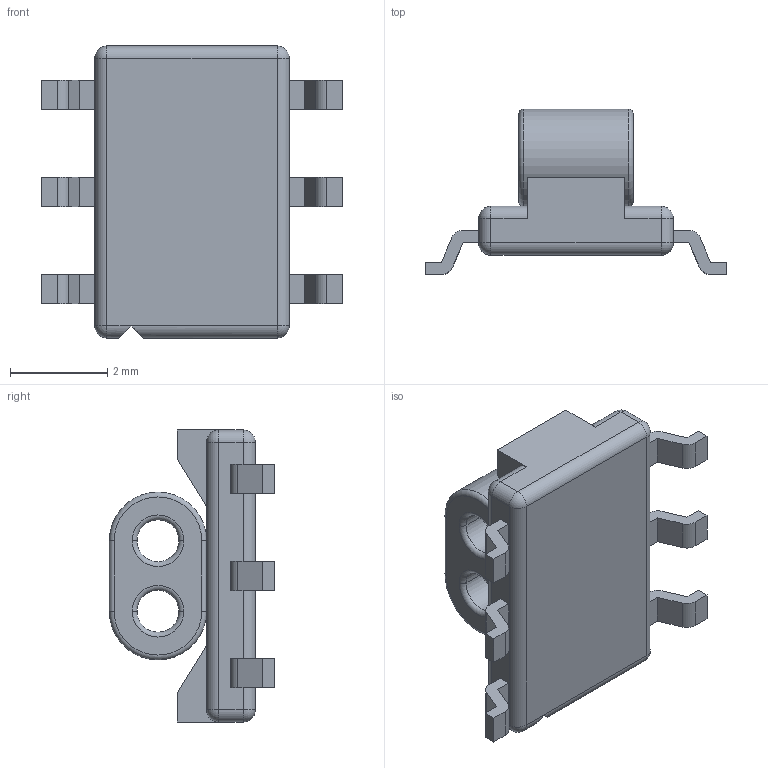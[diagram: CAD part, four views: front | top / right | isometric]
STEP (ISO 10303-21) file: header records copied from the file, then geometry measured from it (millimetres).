
FILE_DESCRIPTION (( 'STEP AP214' ), '1' );
FILE_NAME ('750510660_6A.STEP', '2021-07-06T20:24:38', ( '' ), ( '' ), 'SwSTEP 2.0', 'SolidWorks 2017', '' );
FILE_SCHEMA (( 'AUTOMOTIVE_DESIGN' ));
Length unit declared in the file: millimetre
Products named in the file (3): 250-0600_6A; 750510660_6A; 150-1108_6A
Assembly tree (2 placements, depth 2):
  750510660_6A
    250-0600_6A
    150-1108_6A
Bounding box: 6.2 x 3.4 x 6 mm (x, y, z)
Volume: 38.3 mm3; surface area: 128.8 mm2
Topology: 2 solids, 2 shells, 136 faces, 338 edges, 205 vertices
Faces by surface type: plane 76, cylinder 40, torus 12, sphere 8
Entity records: 4774 total; most frequent: DIRECTION 704, CARTESIAN_POINT 688, ORIENTED_EDGE 660, EDGE_CURVE 330, AXIS2_PLACEMENT_3D 237, VECTOR 230, LINE 230, VERTEX_POINT 205
